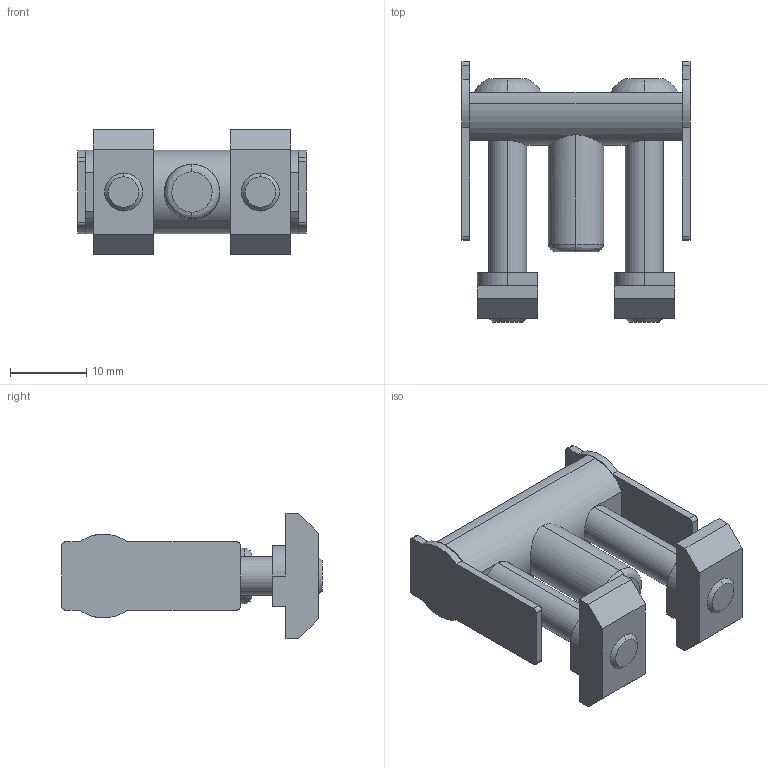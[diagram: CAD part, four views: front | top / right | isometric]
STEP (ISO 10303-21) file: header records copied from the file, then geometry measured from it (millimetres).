
FILE_DESCRIPTION (( 'STEP AP214' ), '1' );
FILE_NAME ('-6128041', '2019-02-04T09:21:40', ( '' ), ('JUGARD+KÜNSTNER GmbH'), 'SwSTEP 2.0', 'SolidWorks 2017', '' );
FILE_SCHEMA (( 'AUTOMOTIVE_DESIGN' ));
Length unit declared in the file: millimetre
Products named in the file (1): -6128041_CNAJF00
Bounding box: 30 x 34.27 x 16.5 mm (x, y, z)
Volume: 4835.3 mm3; surface area: 3590 mm2
Topology: 1 solids, 1 shells, 117 faces, 298 edges, 194 vertices
Faces by surface type: plane 72, cylinder 35, torus 4, cone 4, bspline 2
Entity records: 4097 total; most frequent: CARTESIAN_POINT 776, DIRECTION 618, ORIENTED_EDGE 596, EDGE_CURVE 298, AXIS2_PLACEMENT_3D 210, LINE 198, VECTOR 198, VERTEX_POINT 194
